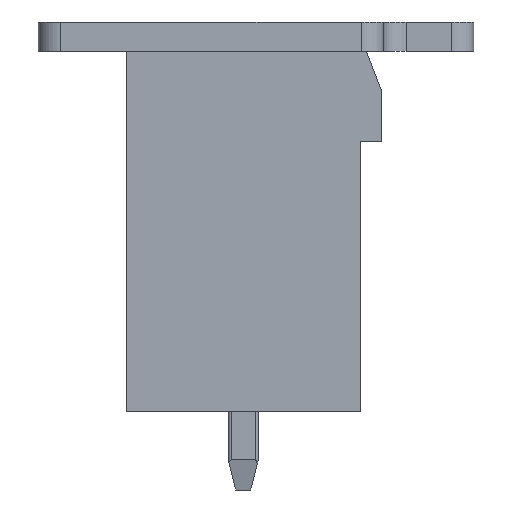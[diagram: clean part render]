
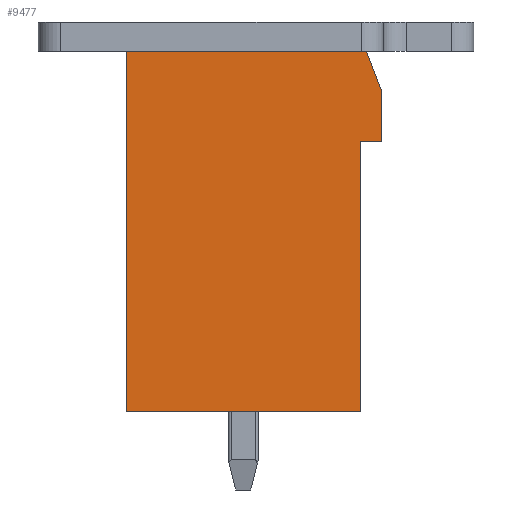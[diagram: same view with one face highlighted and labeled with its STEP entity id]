
A CAD part, left-side view. The second image highlights one B-rep face of the part: STEP entity #9477.
In plain terms, the highlighted planar face has unit normal (-1, 0, 0).
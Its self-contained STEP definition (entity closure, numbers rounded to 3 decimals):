
#326=LINE('',#13236,#1369);
#334=LINE('',#13252,#1377);
#344=LINE('',#13275,#1387);
#541=LINE('',#13724,#1584);
#550=LINE('',#13736,#1593);
#551=LINE('',#13738,#1594);
#554=LINE('',#13744,#1597);
#1369=VECTOR('',#10626,1000.);
#1377=VECTOR('',#10638,1000.);
#1387=VECTOR('',#10652,1000.);
#1584=VECTOR('',#10955,1000.);
#1593=VECTOR('',#10966,1000.);
#1594=VECTOR('',#10969,1000.);
#1597=VECTOR('',#10974,1000.);
#3582=ORIENTED_EDGE('',*,*,#5193,.T.);
#3583=ORIENTED_EDGE('',*,*,#5185,.T.);
#3584=ORIENTED_EDGE('',*,*,#5426,.T.);
#3585=ORIENTED_EDGE('',*,*,#5204,.T.);
#3586=ORIENTED_EDGE('',*,*,#5439,.T.);
#3587=ORIENTED_EDGE('',*,*,#5436,.T.);
#3588=ORIENTED_EDGE('',*,*,#5435,.T.);
#5185=EDGE_CURVE('',#6570,#6569,#326,.T.);
#5193=EDGE_CURVE('',#6575,#6570,#334,.T.);
#5204=EDGE_CURVE('',#6587,#6586,#344,.T.);
#5426=EDGE_CURVE('',#6569,#6587,#541,.T.);
#5435=EDGE_CURVE('',#6771,#6575,#550,.T.);
#5436=EDGE_CURVE('',#6772,#6771,#551,.T.);
#5439=EDGE_CURVE('',#6586,#6772,#554,.T.);
#6569=VERTEX_POINT('',#13235);
#6570=VERTEX_POINT('',#13237);
#6575=VERTEX_POINT('',#13250);
#6586=VERTEX_POINT('',#13274);
#6587=VERTEX_POINT('',#13276);
#6771=VERTEX_POINT('',#13729);
#6772=VERTEX_POINT('',#13739);
#7951=EDGE_LOOP('',(#3582,#3583,#3584,#3585,#3586,#3587,#3588));
#8535=FACE_BOUND('',#7951,.T.);
#9034=PLANE('',#10128);
#9477=ADVANCED_FACE('',(#8535),#9034,.T.);
#10128=AXIS2_PLACEMENT_3D('',#14529,#11726,#11727);
#10626=DIRECTION('',(0.,1.,0.));
#10638=DIRECTION('',(0.,0.359,0.933));
#10652=DIRECTION('',(0.,-1.,0.));
#10955=DIRECTION('',(0.,0.,-1.));
#10966=DIRECTION('',(0.,0.,1.));
#10969=DIRECTION('',(0.,-1.,0.));
#10974=DIRECTION('',(0.,0.,1.));
#11726=DIRECTION('',(-1.,0.,0.));
#11727=DIRECTION('',(0.,0.,1.));
#13235=CARTESIAN_POINT('',(-12.7,8.5,6.));
#13236=CARTESIAN_POINT('',(-12.7,0.5,6.));
#13237=CARTESIAN_POINT('',(-12.7,0.5,6.));
#13250=CARTESIAN_POINT('',(-12.7,0.,4.7));
#13252=CARTESIAN_POINT('',(-12.7,0.,4.7));
#13274=CARTESIAN_POINT('',(-12.7,0.7,-6.));
#13275=CARTESIAN_POINT('',(-12.7,8.5,-6.));
#13276=CARTESIAN_POINT('',(-12.7,8.5,-6.));
#13724=CARTESIAN_POINT('',(-12.7,8.5,6.));
#13729=CARTESIAN_POINT('',(-12.7,0.,3.));
#13736=CARTESIAN_POINT('',(-12.7,0.,3.));
#13738=CARTESIAN_POINT('',(-12.7,0.7,3.));
#13739=CARTESIAN_POINT('',(-12.7,0.7,3.));
#13744=CARTESIAN_POINT('',(-12.7,0.7,-6.));
#14529=CARTESIAN_POINT('',(-12.7,0.,0.));
